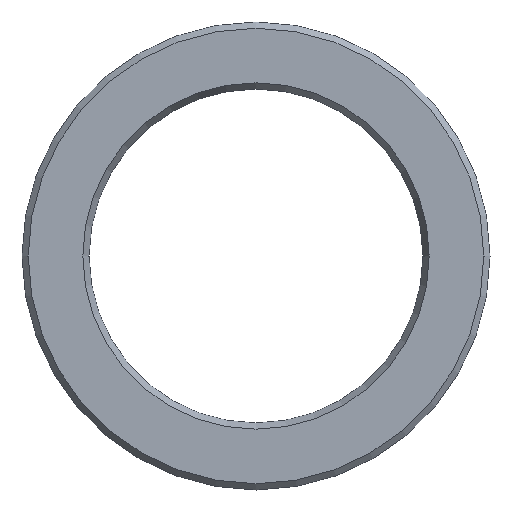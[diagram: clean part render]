
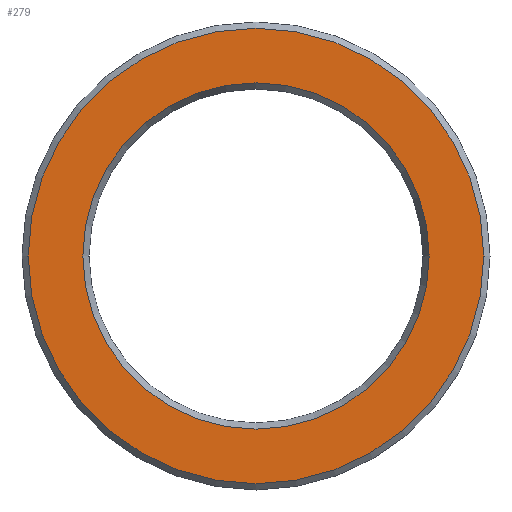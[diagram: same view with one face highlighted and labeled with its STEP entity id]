
A CAD part, left-side view. The second image highlights one B-rep face of the part: STEP entity #279.
In plain terms, the highlighted planar face has unit normal (-1, 0, 0).
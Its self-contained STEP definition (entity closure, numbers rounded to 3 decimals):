
#24 = VERTEX_POINT('',#25);
#25 = CARTESIAN_POINT('',(-10.657,-6.969,1.079)
  );
#31 = EDGE_CURVE('',#24,#32,#34,.T.);
#32 = VERTEX_POINT('',#33);
#33 = CARTESIAN_POINT('',(-10.657,7.128,1.079)
  );
#34 = CIRCLE('',#35,7.049);
#35 = AXIS2_PLACEMENT_3D('',#36,#37,#38);
#36 = CARTESIAN_POINT('',(-10.657,0.08,
    1.079));
#37 = DIRECTION('',(1.,0.,0.));
#38 = DIRECTION('',(-0.,1.,0.));
#105 = EDGE_CURVE('',#106,#108,#110,.T.);
#106 = VERTEX_POINT('',#107);
#107 = CARTESIAN_POINT('',(-10.657,-9.191,1.079
    ));
#108 = VERTEX_POINT('',#109);
#109 = CARTESIAN_POINT('',(-10.657,9.351,1.079)
  );
#110 = CIRCLE('',#111,9.271);
#111 = AXIS2_PLACEMENT_3D('',#112,#113,#114);
#112 = CARTESIAN_POINT('',(-10.657,0.08,
    1.079));
#113 = DIRECTION('',(-1.,0.,0.));
#114 = DIRECTION('',(0.,1.,0.));
#279 = ADVANCED_FACE('',(#280,#290),#300,.F.);
#280 = FACE_BOUND('',#281,.T.);
#281 = EDGE_LOOP('',(#282,#283));
#282 = ORIENTED_EDGE('',*,*,#31,.T.);
#283 = ORIENTED_EDGE('',*,*,#284,.T.);
#284 = EDGE_CURVE('',#32,#24,#285,.T.);
#285 = CIRCLE('',#286,7.049);
#286 = AXIS2_PLACEMENT_3D('',#287,#288,#289);
#287 = CARTESIAN_POINT('',(-10.657,0.08,
    1.079));
#288 = DIRECTION('',(1.,0.,0.));
#289 = DIRECTION('',(-0.,1.,0.));
#290 = FACE_BOUND('',#291,.T.);
#291 = EDGE_LOOP('',(#292,#299));
#292 = ORIENTED_EDGE('',*,*,#293,.T.);
#293 = EDGE_CURVE('',#108,#106,#294,.T.);
#294 = CIRCLE('',#295,9.271);
#295 = AXIS2_PLACEMENT_3D('',#296,#297,#298);
#296 = CARTESIAN_POINT('',(-10.657,0.08,
    1.079));
#297 = DIRECTION('',(-1.,0.,0.));
#298 = DIRECTION('',(0.,1.,0.));
#299 = ORIENTED_EDGE('',*,*,#105,.T.);
#300 = PLANE('',#301);
#301 = AXIS2_PLACEMENT_3D('',#302,#303,#304);
#302 = CARTESIAN_POINT('',(-10.657,0.08,
    10.604));
#303 = DIRECTION('',(1.,0.,0.));
#304 = DIRECTION('',(-0.,1.,0.));
